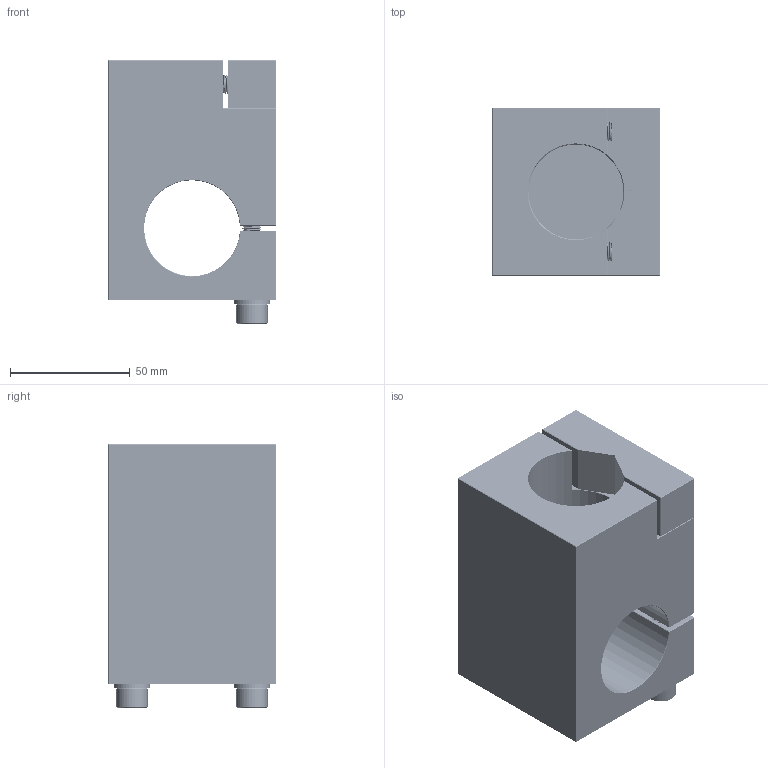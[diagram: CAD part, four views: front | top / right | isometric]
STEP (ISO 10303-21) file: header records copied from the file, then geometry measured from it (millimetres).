
FILE_DESCRIPTION(/* description */ (''),/* implementation_level */ '2;1');
FILE_NAME(/* name */ 'b7e60968-7e1f-4f16-a585-188fddced7c5.stp',/* time_stamp */ '2024-10-08T19:10:09Z',/* author */ (''),/* organization */ (''),/* preprocessor_version */ 'ST-DEVELOPER v20',/* originating_system */ 'Autodesk Translation Framework v13.20.0.188',/* authorisation */ '');
FILE_SCHEMA (('AUTOMOTIVE_DESIGN { 1 0 10303 214 3 1 1 }'));
Products named in the file (5): SE 01_030; SE 01.030_body_part_1; SE 01.030_body_part_2; Washer_8; Socket_head_screw_M8
Assembly tree (8 placements, depth 2):
  SE 01_030
    SE 01.030_body_part_1
    SE 01.030_body_part_2
    Washer_8  x2
    Socket_head_screw_M8  x4
Bounding box: 70 x 70 x 109.8 mm (x, y, z)
Volume: 348108.1 mm3; surface area: 71220.4 mm2
Topology: 8 solids, 8 shells, 943 faces, 2586 edges, 1669 vertices
Faces by surface type: cylinder 708, plane 158, cone 53, bspline 24
Full cylindrical faces by diameter (mm): 6.701 x108, 7.234 x112, 8 x112, 8.128 x62, 8.4 x2, 13 x4, 14 x2, 15 x2, 40 x1
Entity records: 54225 total; most frequent: CARTESIAN_POINT 38584, ORIENTED_EDGE 3826, DIRECTION 2296, EDGE_CURVE 1913, VERTEX_POINT 1236, B_SPLINE_CURVE_WITH_KNOTS 1079, AXIS2_PLACEMENT_3D 784, LINE 728
